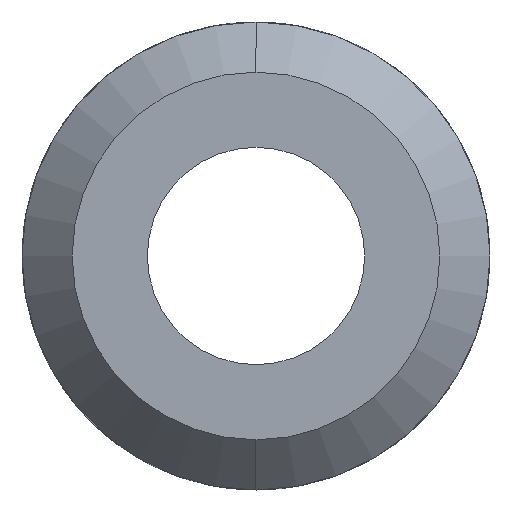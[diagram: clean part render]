
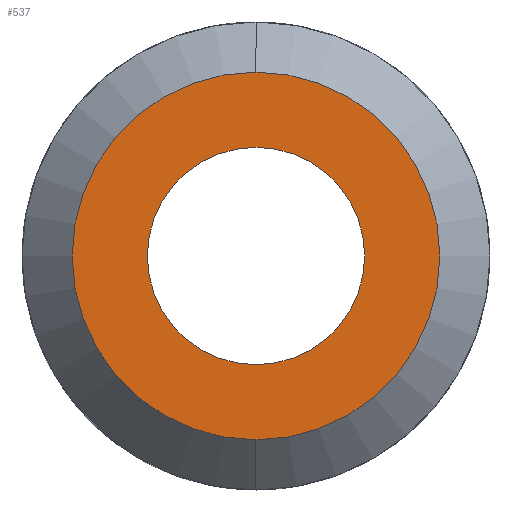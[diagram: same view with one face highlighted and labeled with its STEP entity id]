
A CAD part, left-side view. The second image highlights one B-rep face of the part: STEP entity #537.
In plain terms, the highlighted planar face has unit normal (-1, 0, 0).
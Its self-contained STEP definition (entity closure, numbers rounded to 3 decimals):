
#63 = VERTEX_POINT ( 'NONE', #823 ) ;
#87 = CARTESIAN_POINT ( 'NONE',  ( -114.363, 0., 0. ) ) ;
#148 = ORIENTED_EDGE ( 'NONE', *, *, #667, .F. ) ;
#164 = CIRCLE ( 'NONE', #1415, 3.25 ) ;
#190 = CIRCLE ( 'NONE', #1438, 5.5 ) ;
#252 = DIRECTION ( 'NONE',  ( 0., 0., -1. ) ) ;
#266 = PLANE ( 'NONE',  #1962 ) ;
#271 = DIRECTION ( 'NONE',  ( 0., 0., 1. ) ) ;
#419 = CARTESIAN_POINT ( 'NONE',  ( -114.363, 0., 0. ) ) ;
#451 = VERTEX_POINT ( 'NONE', #1721 ) ;
#476 = ORIENTED_EDGE ( 'NONE', *, *, #1626, .T. ) ;
#498 = DIRECTION ( 'NONE',  ( -1., 0., 0. ) ) ;
#521 = EDGE_CURVE ( 'NONE', #1175, #451, #782, .T. ) ;
#537 = ADVANCED_FACE ( 'NONE', ( #579, #1779 ), #266, .F. ) ;
#569 = CIRCLE ( 'NONE', #1130, 3.25 ) ;
#579 = FACE_BOUND ( 'NONE', #1739, .T. ) ;
#667 = EDGE_CURVE ( 'NONE', #1334, #63, #569, .T. ) ;
#774 = DIRECTION ( 'NONE',  ( -1., 0., 0. ) ) ;
#782 = CIRCLE ( 'NONE', #2033, 5.5 ) ;
#823 = CARTESIAN_POINT ( 'NONE',  ( -114.363, 0., 3.25 ) ) ;
#962 = DIRECTION ( 'NONE',  ( -1., 0., 0. ) ) ;
#1035 = CARTESIAN_POINT ( 'NONE',  ( -114.363, 0., -3.25 ) ) ;
#1060 = EDGE_LOOP ( 'NONE', ( #476, #2082 ) ) ;
#1089 = EDGE_CURVE ( 'NONE', #63, #1334, #164, .T. ) ;
#1105 = DIRECTION ( 'NONE',  ( -1., 0., 0. ) ) ;
#1127 = CARTESIAN_POINT ( 'NONE',  ( -114.363, 5.5, 0. ) ) ;
#1130 = AXIS2_PLACEMENT_3D ( 'NONE', #419, #962, #1614 ) ;
#1175 = VERTEX_POINT ( 'NONE', #1686 ) ;
#1225 = DIRECTION ( 'NONE',  ( 0., 0., 1. ) ) ;
#1324 = ORIENTED_EDGE ( 'NONE', *, *, #1089, .F. ) ;
#1334 = VERTEX_POINT ( 'NONE', #1035 ) ;
#1415 = AXIS2_PLACEMENT_3D ( 'NONE', #1674, #498, #1225 ) ;
#1438 = AXIS2_PLACEMENT_3D ( 'NONE', #1805, #1105, #271 ) ;
#1456 = DIRECTION ( 'NONE',  ( 1., 0., 0. ) ) ;
#1614 = DIRECTION ( 'NONE',  ( 0., 0., 1. ) ) ;
#1626 = EDGE_CURVE ( 'NONE', #451, #1175, #190, .T. ) ;
#1674 = CARTESIAN_POINT ( 'NONE',  ( -114.363, 0., 0. ) ) ;
#1686 = CARTESIAN_POINT ( 'NONE',  ( -114.363, 0., 5.5 ) ) ;
#1721 = CARTESIAN_POINT ( 'NONE',  ( -114.363, 0., -5.5 ) ) ;
#1739 = EDGE_LOOP ( 'NONE', ( #1324, #148 ) ) ;
#1779 = FACE_OUTER_BOUND ( 'NONE', #1060, .T. ) ;
#1805 = CARTESIAN_POINT ( 'NONE',  ( -114.363, 0., 0. ) ) ;
#1962 = AXIS2_PLACEMENT_3D ( 'NONE', #1127, #1456, #252 ) ;
#2033 = AXIS2_PLACEMENT_3D ( 'NONE', #87, #774, #2126 ) ;
#2082 = ORIENTED_EDGE ( 'NONE', *, *, #521, .T. ) ;
#2126 = DIRECTION ( 'NONE',  ( 0., 0., 1. ) ) ;
